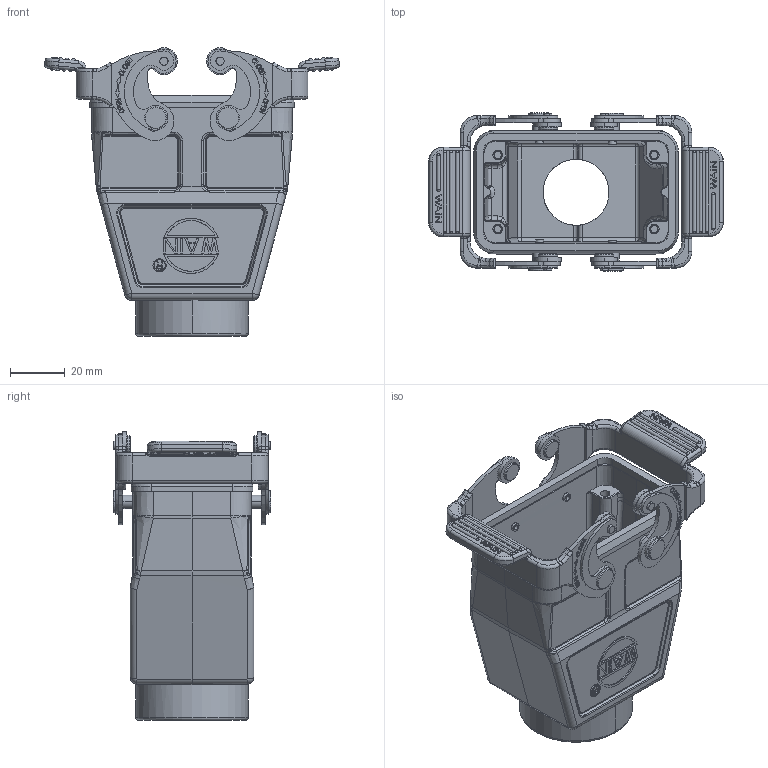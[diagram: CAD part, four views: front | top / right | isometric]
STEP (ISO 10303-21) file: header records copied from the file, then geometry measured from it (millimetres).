
FILE_DESCRIPTION(/* description */ (''),/* implementation_level */ '2;1');
FILE_NAME(/* name */ '3D_1240107415111_HV10B-CCTH-2L_SC-PG21 WS_V1.1.stp',/* time_stamp */ '2023-12-29T15:04:43+08:00',/* author */ (''),/* organization */ (''),/* preprocessor_version */ 'ST-DEVELOPER v18.1',/* originating_system */ 'SIEMENS PLM Software NX 1980',/* authorisation */ '');
FILE_SCHEMA (('AUTOMOTIVE_DESIGN { 1 0 10303 214 3 1 1 1 }'));
Products named in the file (1): 14592E2886C7eqjv
Bounding box: 107.26 x 57.5 x 105.03 mm (x, y, z)
Volume: 87217.7 mm3; surface area: 50285.8 mm2
Topology: 3 solids, 7 shells, 1921 faces, 5055 edges, 3275 vertices
Faces by surface type: plane 884, cylinder 541, torus 163, cone 108, extrusion 88, bspline 87, sphere 50
Full cylindrical faces by diameter (mm): 24 x1, 26.9 x1
Entity records: 69428 total; most frequent: CARTESIAN_POINT 24155, ORIENTED_EDGE 10010, DIRECTION 8394, EDGE_CURVE 5005, VERTEX_POINT 3273, AXIS2_PLACEMENT_3D 2993, VECTOR 2408, LINE 2320
